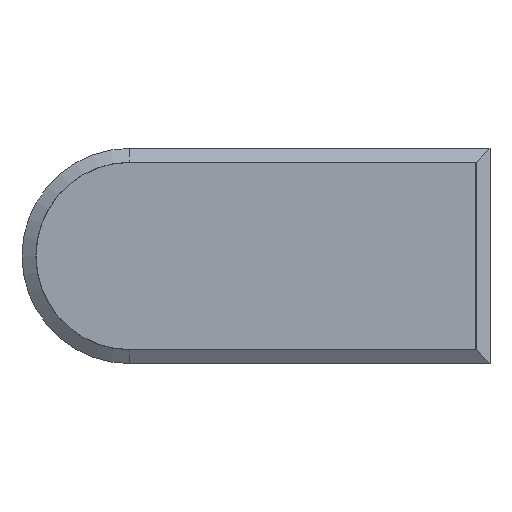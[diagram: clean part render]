
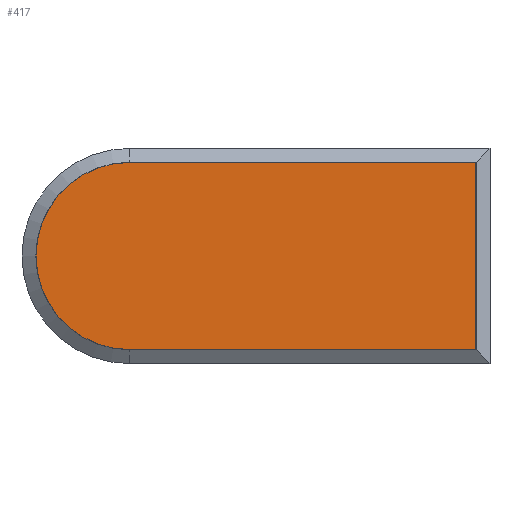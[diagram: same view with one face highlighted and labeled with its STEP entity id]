
A CAD part, front view. The second image highlights one B-rep face of the part: STEP entity #417.
In plain terms, the highlighted planar face has unit normal (0, -1, 0).
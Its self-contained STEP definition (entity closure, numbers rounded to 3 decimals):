
#1 = ORIENTED_EDGE ( 'NONE', *, *, #144, .T. ) ;
#9 = EDGE_CURVE ( 'NONE', #336, #415, #457, .T. ) ;
#19 = VECTOR ( 'NONE', #439, 1000. ) ;
#33 = CARTESIAN_POINT ( 'NONE',  ( 0., 0., 29.162 ) ) ;
#36 = VECTOR ( 'NONE', #177, 1000. ) ;
#41 = DIRECTION ( 'NONE',  ( 0., 1., 0. ) ) ;
#58 = AXIS2_PLACEMENT_3D ( 'NONE', #368, #41, #69 ) ;
#69 = DIRECTION ( 'NONE',  ( 0., 0., 1. ) ) ;
#121 = CARTESIAN_POINT ( 'NONE',  ( 0., 0., -10.838 ) ) ;
#144 = EDGE_CURVE ( 'NONE', #415, #409, #287, .T. ) ;
#160 = VECTOR ( 'NONE', #421, 1000. ) ;
#164 = ORIENTED_EDGE ( 'NONE', *, *, #441, .F. ) ;
#177 = DIRECTION ( 'NONE',  ( 0., 0., 1. ) ) ;
#183 = CARTESIAN_POINT ( 'NONE',  ( 20.272, 0., 29.162 ) ) ;
#218 = VERTEX_POINT ( 'NONE', #378 ) ;
#219 = CARTESIAN_POINT ( 'NONE',  ( 0., 0., 0. ) ) ;
#221 = PLANE ( 'NONE',  #431 ) ;
#255 = DIRECTION ( 'NONE',  ( 0., 0., 1. ) ) ;
#287 = LINE ( 'NONE', #464, #36 ) ;
#289 = LINE ( 'NONE', #33, #19 ) ;
#295 = FACE_OUTER_BOUND ( 'NONE', #333, .T. ) ;
#331 = CARTESIAN_POINT ( 'NONE',  ( 20.272, 0., -10.838 ) ) ;
#333 = EDGE_LOOP ( 'NONE', ( #375, #1, #164, #339 ) ) ;
#336 = VERTEX_POINT ( 'NONE', #419 ) ;
#339 = ORIENTED_EDGE ( 'NONE', *, *, #423, .F. ) ;
#368 = CARTESIAN_POINT ( 'NONE',  ( -53.768, 0., 9.162 ) ) ;
#370 = DIRECTION ( 'NONE',  ( 0., 1., 0. ) ) ;
#375 = ORIENTED_EDGE ( 'NONE', *, *, #9, .T. ) ;
#378 = CARTESIAN_POINT ( 'NONE',  ( -53.768, 0., 29.162 ) ) ;
#379 = CIRCLE ( 'NONE', #58, 20. ) ;
#409 = VERTEX_POINT ( 'NONE', #183 ) ;
#415 = VERTEX_POINT ( 'NONE', #331 ) ;
#417 = ADVANCED_FACE ( 'NONE', ( #295 ), #221, .F. ) ;
#419 = CARTESIAN_POINT ( 'NONE',  ( -53.768, 0., -10.838 ) ) ;
#421 = DIRECTION ( 'NONE',  ( 1., 0., 0. ) ) ;
#423 = EDGE_CURVE ( 'NONE', #336, #218, #379, .T. ) ;
#431 = AXIS2_PLACEMENT_3D ( 'NONE', #219, #370, #255 ) ;
#439 = DIRECTION ( 'NONE',  ( 1., 0., 0. ) ) ;
#441 = EDGE_CURVE ( 'NONE', #218, #409, #289, .T. ) ;
#457 = LINE ( 'NONE', #121, #160 ) ;
#464 = CARTESIAN_POINT ( 'NONE',  ( 20.272, 0., 0. ) ) ;
